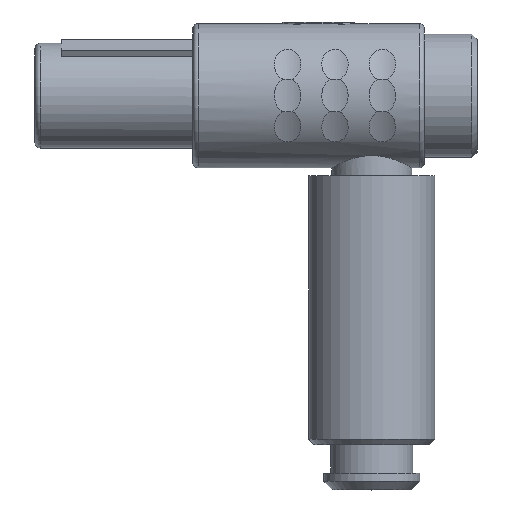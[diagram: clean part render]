
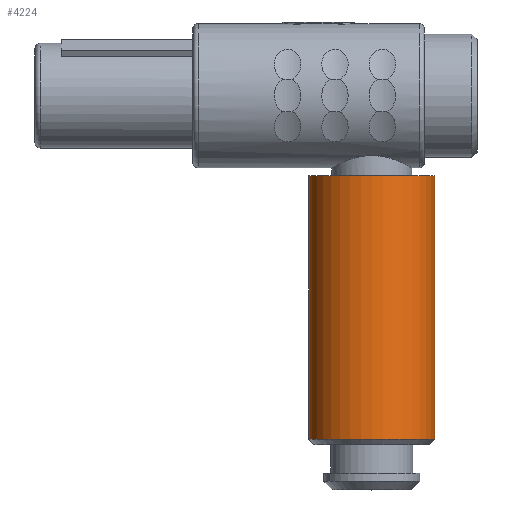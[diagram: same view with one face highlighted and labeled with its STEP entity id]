
A CAD part, top view. The second image highlights one B-rep face of the part: STEP entity #4224.
In plain terms, the highlighted cylindrical face has radius 6 mm (diameter 12 mm), a partial arc.
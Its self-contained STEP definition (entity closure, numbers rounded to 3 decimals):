
#1041=CARTESIAN_POINT('',(10.3,-7.6,0.));
#1042=DIRECTION('',(0.,-1.,0.));
#1043=DIRECTION('',(1.,0.,0.));
#1044=AXIS2_PLACEMENT_3D('',#1041,#1042,#1043);
#1046=DIRECTION('',(0.,1.,0.));
#1047=VECTOR('',#1046,25.05);
#1048=CARTESIAN_POINT('',(16.3,-32.65,
0.));
#1049=LINE('',#1048,#1047);
#1050=DIRECTION('',(0.,1.,0.));
#1051=VECTOR('',#1050,25.05);
#1052=CARTESIAN_POINT('',(4.3,-32.65,
0.));
#1053=LINE('',#1052,#1051);
#1059=CARTESIAN_POINT('',(10.3,-32.65,0.));
#1060=DIRECTION('',(0.,1.,0.));
#1061=DIRECTION('',(-1.,0.,0.));
#1062=AXIS2_PLACEMENT_3D('',#1059,#1060,#1061);
#2504=CARTESIAN_POINT('',(16.3,-7.6,0.));
#2505=CARTESIAN_POINT('',(4.3,-7.6,0.));
#2506=VERTEX_POINT('',#2504);
#2507=VERTEX_POINT('',#2505);
#2536=CARTESIAN_POINT('',(16.3,-32.65,
0.));
#2537=VERTEX_POINT('',#2536);
#2538=CARTESIAN_POINT('',(4.3,-32.65,
0.));
#2539=VERTEX_POINT('',#2538);
#4212=CARTESIAN_POINT('',(10.3,-2.17,0.));
#4213=DIRECTION('',(0.,-1.,0.));
#4214=DIRECTION('',(-1.,0.,0.));
#4215=AXIS2_PLACEMENT_3D('',#4212,#4213,#4214);
#4216=CYLINDRICAL_SURFACE('',#4215,6.);
#4217=ORIENTED_EDGE('',*,*,#4195,.F.);
#4219=ORIENTED_EDGE('',*,*,#4218,.F.);
#4220=ORIENTED_EDGE('',*,*,#4198,.T.);
#4221=ORIENTED_EDGE('',*,*,#4174,.F.);
#4222=EDGE_LOOP('',(#4217,#4219,#4220,#4221));
#4223=FACE_OUTER_BOUND('',#4222,.F.);
#1045=CIRCLE('',#1044,6.);
#1063=CIRCLE('',#1062,6.);
#4174=EDGE_CURVE('',#2506,#2507,#1045,.T.);
#4195=EDGE_CURVE('',#2537,#2506,#1049,.T.);
#4198=EDGE_CURVE('',#2539,#2507,#1053,.T.);
#4218=EDGE_CURVE('',#2539,#2537,#1063,.T.);
#4224=ADVANCED_FACE('',(#4223),#4216,.T.);
